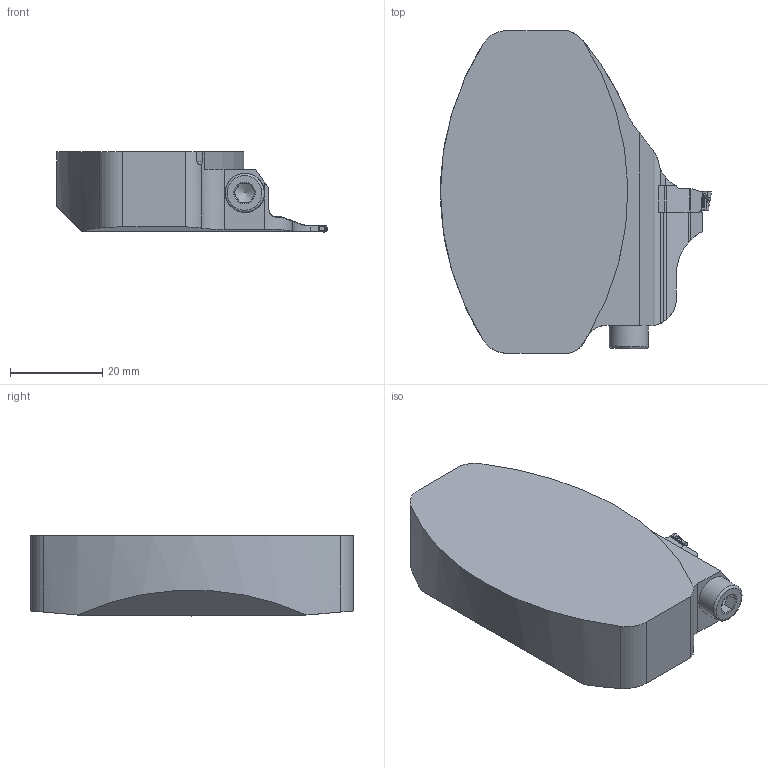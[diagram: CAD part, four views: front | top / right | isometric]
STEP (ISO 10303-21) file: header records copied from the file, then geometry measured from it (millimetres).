
FILE_DESCRIPTION(/* description */ (''),/* implementation_level */ '2;1');
FILE_NAME(/* name */ '1640078458227.stp',/* time_stamp */ '2021-12-21T14:51:13+05:00',/* author */ (''),/* organization */ ('SMS'),/* preprocessor_version */ 'ST-DEVELOPER v16.7',/* originating_system */ 'SIEMENS PLM Software NX 12.0',/* authorisation */ '');
FILE_SCHEMA (('AUTOMOTIVE_DESIGN { 1 0 10303 214 3 1 1 1 }'));
Length unit declared in the file: millimetre
Products named in the file (4): ASSEMBLY_CONSTRUCTION; 202512191mod000_01; 201720498mod000_00; 201720537mod000_02
Assembly tree (3 placements, depth 2):
  201720537mod000_02
    201720498mod000_00
    202512191mod000_01
    ASSEMBLY_CONSTRUCTION
Bounding box: 58.8 x 70 x 17.4 mm (x, y, z)
Volume: 44725 mm3; surface area: 9467.9 mm2
Topology: 2 solids, 3 shells, 128 faces, 343 edges, 228 vertices
Faces by surface type: plane 60, cylinder 38, cone 11, bspline 11, extrusion 6, torus 2
Full cylindrical faces by diameter (mm): 8.5 x1
Entity records: 4801 total; most frequent: CARTESIAN_POINT 1551, ORIENTED_EDGE 668, DIRECTION 623, EDGE_CURVE 334, AXIS2_PLACEMENT_3D 222, VERTEX_POINT 217, VECTOR 179, LINE 173
